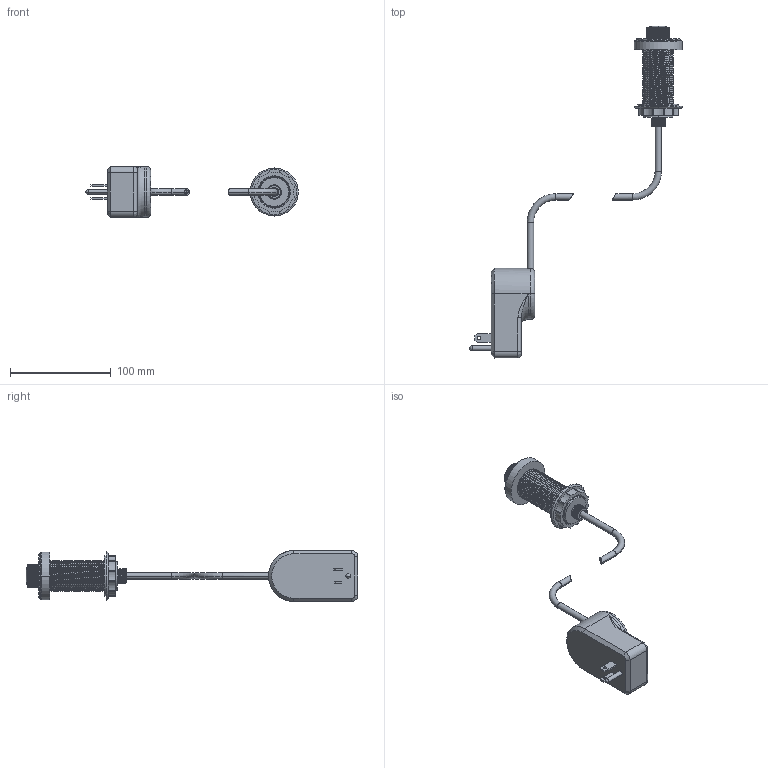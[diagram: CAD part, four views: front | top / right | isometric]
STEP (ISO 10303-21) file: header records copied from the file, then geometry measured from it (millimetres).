
FILE_DESCRIPTION((''),'2;1');
FILE_NAME('3290-5811','2025-04-21T19:56:38',('SwamiS'),(''),'CREO PARAMETRIC BY PTC INC, 2023134','CREO PARAMETRIC BY PTC INC, 2023134','');
FILE_SCHEMA(('CONFIG_CONTROL_DESIGN'));
Products named in the file (1): 3290-5811
Bounding box: 211.15 x 329.79 x 50.55 mm (x, y, z)
Volume: 232508.7 mm3; surface area: 48393.4 mm2
Topology: 3 solids, 3 shells, 3812 faces, 8234 edges, 4462 vertices
Faces by surface type: bspline 2646, cylinder 762, plane 261, torus 125, cone 14, sphere 4
Entity records: 166397 total; most frequent: CARTESIAN_POINT 107090, ORIENTED_EDGE 16460, EDGE_CURVE 8230, B_SPLINE_CURVE_WITH_KNOTS 6932, VERTEX_POINT 4462, DIRECTION 4077, EDGE_LOOP 3856, FACE_OUTER_BOUND 3812
